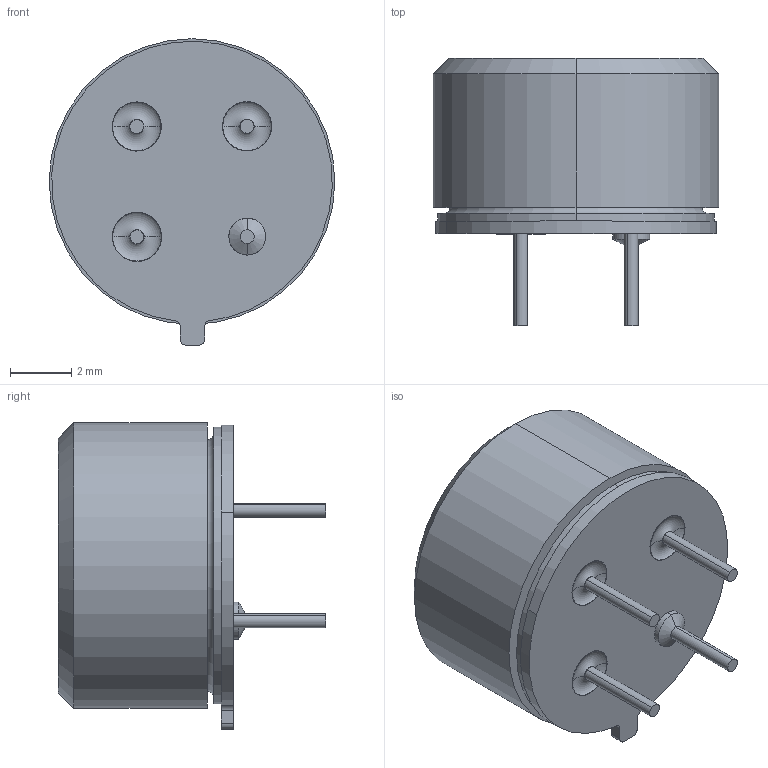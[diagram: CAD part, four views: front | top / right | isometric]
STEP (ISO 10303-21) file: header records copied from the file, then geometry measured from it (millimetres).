
FILE_DESCRIPTION((''),'2;1');
FILE_NAME('MLX90621BAA_120X25_-_ALTIUM_ASM','2018-09-16T',('jre'),(''),'PRO/ENGINEER BY PARAMETRIC TECHNOLOGY CORPORATION, 2010280','PRO/ENGINEER BY PARAMETRIC TECHNOLOGY CORPORATION, 2010280','');
FILE_SCHEMA(('CONFIG_CONTROL_DESIGN'));
Length unit declared in the file: millimetre
Products named in the file (11): MLX90621BAA_120X25_APPERTURE_AN; 0_45MM_BRAZED_PIN_-_SHORT_ANY; 0_45MM_PIN_-_SHORT_ANY; 90621_BASE_ANY; 90614_GLASS_INSULATION_ANY; MLX90621XXX_HEADER_ASSY_-_ALTIU_ASM; MLX90621BAA_120X25_CAP_ANY; MLX90621BAA_120X25_LENSE__ANY; MLX90621BAA_120X25_-_ALTIUM_ANY_ASM; _MLX90621BAA_120X25_-_ALTIUM; MLX90621BAA_120X25_-_ALTIUM_ASM
Assembly tree (14 placements, depth 4):
  MLX90621BAA_120X25_-_ALTIUM_ASM
    MLX90621BAA_120X25_-_ALTIUM_ANY_ASM
      MLX90621BAA_120X25_APPERTURE_AN
      MLX90621XXX_HEADER_ASSY_-_ALTIU_ASM
        0_45MM_BRAZED_PIN_-_SHORT_ANY
        0_45MM_PIN_-_SHORT_ANY  x3
        90621_BASE_ANY
        90614_GLASS_INSULATION_ANY  x3
      MLX90621BAA_120X25_CAP_ANY
      MLX90621BAA_120X25_LENSE__ANY
    _MLX90621BAA_120X25_-_ALTIUM
Bounding box: 9.3 x 8.7 x 9.98 mm (x, y, z)
Volume: 239.3 mm3; surface area: 911.2 mm2
Topology: 11 solids, 11 shells, 148 faces, 301 edges, 192 vertices
Faces by surface type: cylinder 68, plane 42, torus 32, cone 6
Entity records: 3349 total; most frequent: DIRECTION 685, CARTESIAN_POINT 520, ORIENTED_EDGE 458, AXIS2_PLACEMENT_3D 309, EDGE_CURVE 229, CIRCLE 162, VERTEX_POINT 144, EDGE_LOOP 133
